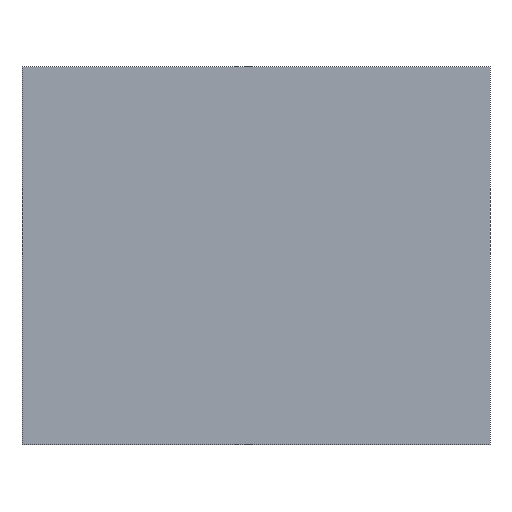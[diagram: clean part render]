
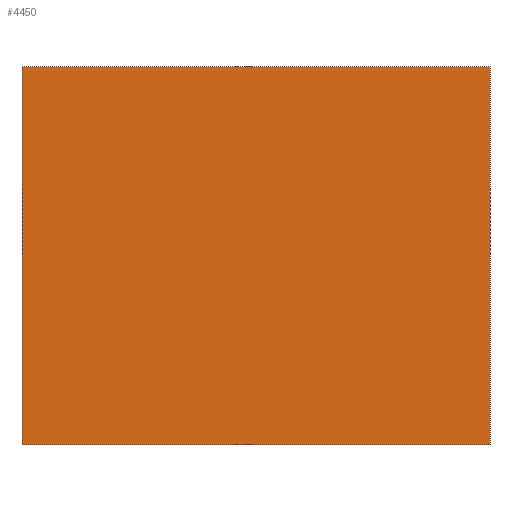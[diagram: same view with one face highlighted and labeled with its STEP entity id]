
A CAD part, left-side view. The second image highlights one B-rep face of the part: STEP entity #4450.
In plain terms, the highlighted planar face has unit normal (-1, 0, 0).
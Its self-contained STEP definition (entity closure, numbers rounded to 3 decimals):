
#100=CARTESIAN_POINT('',(-22.,0.,-20.));
#110=VERTEX_POINT('',#100);
#160=CARTESIAN_POINT('',(-22.,0.,0.));
#170=DIRECTION('',(-0.,0.,-1.));
#180=VECTOR('',#170,1.);
#190=LINE('',#160,#180);
#200=CARTESIAN_POINT('',(-22.,0.,22.));
#210=VERTEX_POINT('',#200);
#220=EDGE_CURVE('',#210,#110,#190,.T.);
#2580=CARTESIAN_POINT('',(-22.,52.,22.));
#2590=VERTEX_POINT('',#2580);
#2620=CARTESIAN_POINT('',(-22.,52.,0.));
#2630=DIRECTION('',(0.,-0.,1.));
#2640=VECTOR('',#2630,1.);
#2650=LINE('',#2620,#2640);
#2660=CARTESIAN_POINT('',(-22.,52.,-20.));
#2670=VERTEX_POINT('',#2660);
#2680=EDGE_CURVE('',#2670,#2590,#2650,.T.);
#2850=CARTESIAN_POINT('',(-22.,0.,22.));
#2860=DIRECTION('',(0.,-1.,0.));
#2870=VECTOR('',#2860,1.);
#2880=LINE('',#2850,#2870);
#2890=EDGE_CURVE('',#2590,#210,#2880,.T.);
#4240=CARTESIAN_POINT('',(-22.,0.,-20.));
#4250=DIRECTION('',(-0.,1.,-0.));
#4260=VECTOR('',#4250,1.);
#4270=LINE('',#4240,#4260);
#4280=EDGE_CURVE('',#110,#2670,#4270,.T.);
#4340=CARTESIAN_POINT('',(-22.,0.,22.));
#4350=DIRECTION('',(1.,-0.,0.));
#4360=DIRECTION('',(0.,0.,-1.));
#4370=AXIS2_PLACEMENT_3D('',#4340,#4350,#4360);
#4380=PLANE('',#4370);
#4390=ORIENTED_EDGE('',*,*,#4280,.F.);
#4400=ORIENTED_EDGE('',*,*,#2680,.F.);
#4410=ORIENTED_EDGE('',*,*,#2890,.F.);
#4420=ORIENTED_EDGE('',*,*,#220,.F.);
#4430=EDGE_LOOP('',(#4420,#4410,#4400,#4390));
#4440=FACE_OUTER_BOUND('',#4430,.T.);
#4450=ADVANCED_FACE('',(#4440),#4380,.F.);
